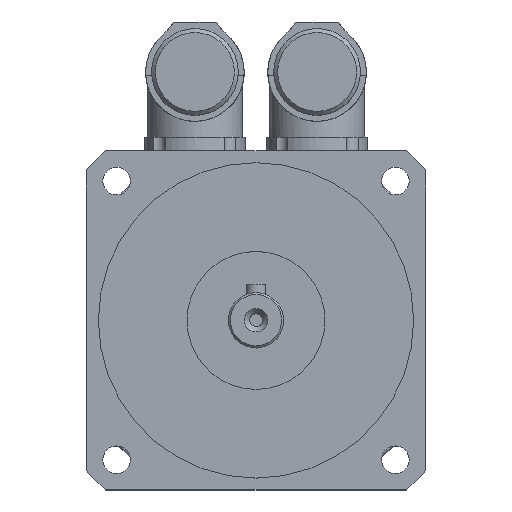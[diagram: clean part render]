
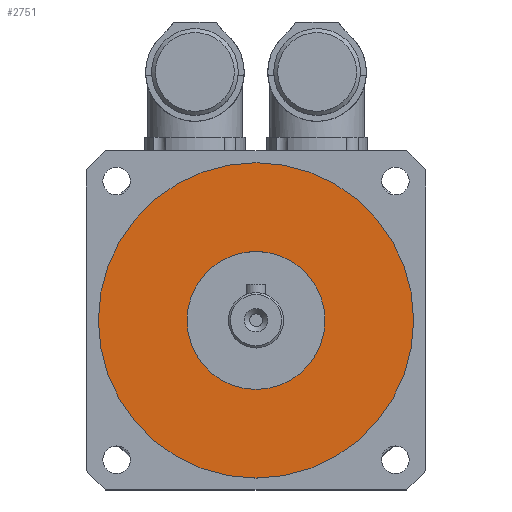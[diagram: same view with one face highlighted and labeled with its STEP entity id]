
A CAD part, top view. The second image highlights one B-rep face of the part: STEP entity #2751.
In plain terms, the highlighted planar face has unit normal (0, 0, 1).
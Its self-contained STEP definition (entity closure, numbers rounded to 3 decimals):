
#202=PLANE('',#2925);
#278=CIRCLE('',#2920,17.5);
#279=CIRCLE('',#2923,40.);
#903=VERTEX_POINT('',#4557);
#904=VERTEX_POINT('',#4561);
#1229=EDGE_CURVE('',#903,#903,#278,.T.);
#1230=EDGE_CURVE('',#904,#904,#279,.T.);
#1678=ORIENTED_EDGE('',*,*,#1230,.F.);
#1679=ORIENTED_EDGE('',*,*,#1229,.T.);
#2336=EDGE_LOOP('',(#1678));
#2337=EDGE_LOOP('',(#1679));
#2550=FACE_BOUND('',#2336,.T.);
#2551=FACE_BOUND('',#2337,.T.);
#2751=ADVANCED_FACE('',(#2550,#2551),#202,.F.);
#2920=AXIS2_PLACEMENT_3D('',#4556,#3298,#3299);
#2923=AXIS2_PLACEMENT_3D('',#4560,#3303,#3304);
#2925=AXIS2_PLACEMENT_3D('',#4564,#3307,$);
#3298=DIRECTION('',(0.,0.,-1.));
#3299=DIRECTION('',(-17.5,0.,0.));
#3303=DIRECTION('',(0.,0.,-1.));
#3304=DIRECTION('',(-40.,0.,0.));
#3307=DIRECTION('',(0.,0.,-1.));
#4556=CARTESIAN_POINT('',(0.,0.,177.));
#4557=CARTESIAN_POINT('',(17.5,0.,177.));
#4560=CARTESIAN_POINT('',(0.,0.,177.));
#4561=CARTESIAN_POINT('',(40.,0.,177.));
#4564=CARTESIAN_POINT('',(0.,0.,177.));
